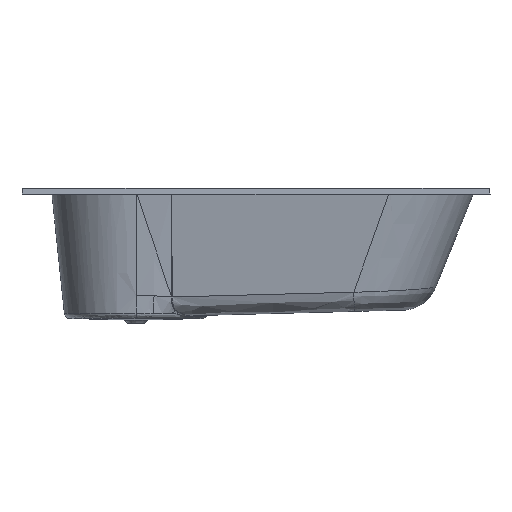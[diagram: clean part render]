
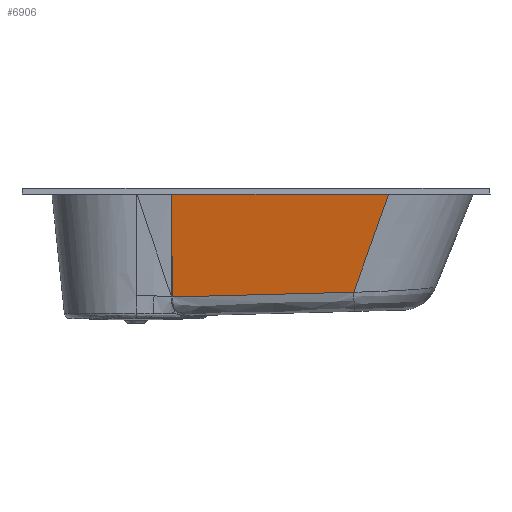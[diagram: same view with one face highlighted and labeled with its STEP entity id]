
A CAD part, front view. The second image highlights one B-rep face of the part: STEP entity #6906.
In plain terms, the highlighted planar face has unit normal (0, 0.99, 0.144).
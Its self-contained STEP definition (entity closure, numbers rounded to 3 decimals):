
#958=CARTESIAN_POINT('',(334.87,-238.935,-356.014));
#1007=CARTESIAN_POINT('',(-287.261,-236.579,
-372.17));
#2150=CARTESIAN_POINT('',(-288.542,-289.37,
-10.296));
#2157=CARTESIAN_POINT('',(-288.542,-289.37,
-10.296));
#2158=CARTESIAN_POINT('',(-288.522,-289.37,
-10.296));
#2159=CARTESIAN_POINT('',(-286.878,-289.371,
-10.292));
#2160=CARTESIAN_POINT('',(-286.044,-289.371,
-10.29));
#2162=DIRECTION('',(0.003,0.144,-0.99));
#2163=VECTOR('',#2162,5.349);
#2164=CARTESIAN_POINT('',(-288.542,-289.37,
-10.296));
#2165=LINE('',#2164,#2163);
#2166=CARTESIAN_POINT('',(-288.528,-288.598,
-15.589));
#2167=CARTESIAN_POINT('',(-288.388,-282.857,
-54.946));
#2168=CARTESIAN_POINT('',(-288.108,-271.348,
-133.835));
#2169=CARTESIAN_POINT('',(-287.686,-254.008,
-252.693));
#2170=CARTESIAN_POINT('',(-287.403,-242.397,
-332.285));
#2171=CARTESIAN_POINT('',(-287.261,-236.579,
-372.17));
#2173=DIRECTION('',(-1.,0.004,-0.026));
#2174=VECTOR('',#2173,622.345);
#2175=CARTESIAN_POINT('',(334.87,-238.935,
-356.014));
#2176=LINE('',#2175,#2174);
#2177=DIRECTION('',(-0.332,0.136,-0.933));
#2178=VECTOR('',#2177,370.433);
#2179=CARTESIAN_POINT('',(457.959,-289.372,
-10.29));
#2180=LINE('',#2179,#2178);
#2185=DIRECTION('',(1.,0.,0.));
#2186=VECTOR('',#2185,744.003);
#2187=CARTESIAN_POINT('',(-286.044,-289.371,
-10.29));
#2188=LINE('',#2187,#2186);
#2194=CARTESIAN_POINT('',(457.959,-289.372,
-10.29));
#2815=VERTEX_POINT('',#1007);
#2825=VERTEX_POINT('',#2150);
#2826=VERTEX_POINT('',#2194);
#2857=VERTEX_POINT('',#2166);
#2933=CARTESIAN_POINT('',(-286.044,-289.371,
-10.29));
#2934=VERTEX_POINT('',#2933);
#2950=VERTEX_POINT('',#958);
#6889=CARTESIAN_POINT('',(84.711,-262.975,
-191.23));
#6890=DIRECTION('',(0.,0.99,0.144));
#6891=DIRECTION('',(1.,0.,0.));
#6892=AXIS2_PLACEMENT_3D('',#6889,#6890,#6891);
#6893=PLANE('',#6892);
#6895=ORIENTED_EDGE('',*,*,#6894,.F.);
#6896=ORIENTED_EDGE('',*,*,#6882,.F.);
#6898=ORIENTED_EDGE('',*,*,#6897,.T.);
#6900=ORIENTED_EDGE('',*,*,#6899,.T.);
#6901=ORIENTED_EDGE('',*,*,#4901,.F.);
#6903=ORIENTED_EDGE('',*,*,#6902,.F.);
#6904=EDGE_LOOP('',(#6895,#6896,#6898,#6900,#6901,#6903));
#6905=FACE_OUTER_BOUND('',#6904,.F.);
#6906=ADVANCED_FACE('',(#6905),#6893,.T.);
#2161=B_SPLINE_CURVE_WITH_KNOTS('',3,(#2157,#2158,#2159,#2160),.UNSPECIFIED.,
.F.,.F.,(4,4),(0.,1.),.UNSPECIFIED.);
#2172=B_SPLINE_CURVE_WITH_KNOTS('',3,(#2166,#2167,#2168,#2169,#2170,#2171),
.UNSPECIFIED.,.F.,.F.,(4,1,1,4),(0.,0.333,0.667,1.),
.UNSPECIFIED.);
#4901=EDGE_CURVE('',#2950,#2815,#2176,.T.);
#6882=EDGE_CURVE('',#2825,#2934,#2161,.T.);
#6894=EDGE_CURVE('',#2934,#2826,#2188,.T.);
#6897=EDGE_CURVE('',#2825,#2857,#2165,.T.);
#6899=EDGE_CURVE('',#2857,#2815,#2172,.T.);
#6902=EDGE_CURVE('',#2826,#2950,#2180,.T.);
